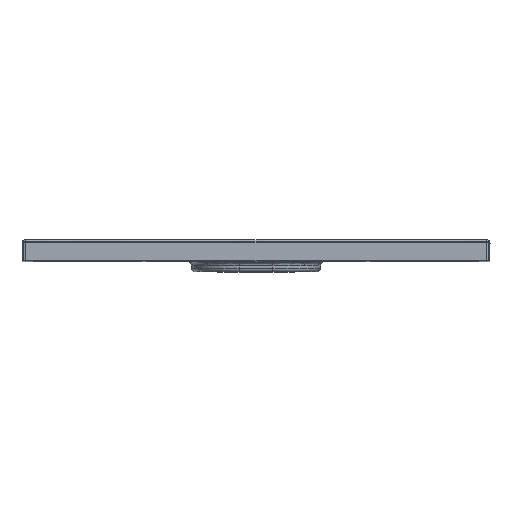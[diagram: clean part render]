
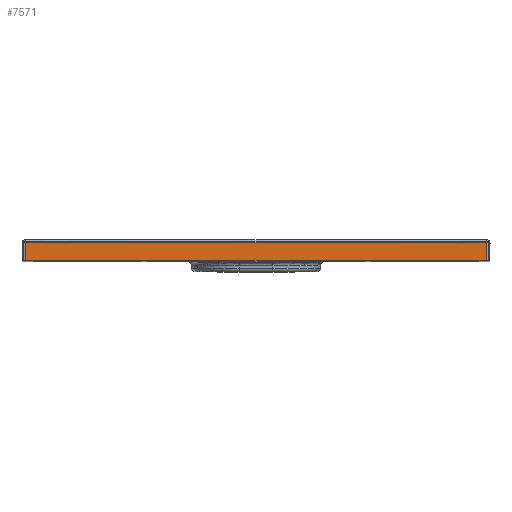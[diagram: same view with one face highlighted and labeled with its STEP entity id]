
A CAD part, top view. The second image highlights one B-rep face of the part: STEP entity #7571.
In plain terms, the highlighted free-form (B-spline) face has degree [5, 5] with [6, 6] control points.
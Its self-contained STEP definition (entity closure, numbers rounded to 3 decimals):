
#1836=DIRECTION('',(1.,0.,0.));
#1837=VECTOR('',#1836,788.);
#1838=CARTESIAN_POINT('',(-394.,-35.,1200.));
#1839=LINE('',#1838,#1837);
#1992=DIRECTION('',(0.,1.,0.));
#1993=VECTOR('',#1992,30.991);
#1994=CARTESIAN_POINT('',(394.,-35.,1200.));
#1995=LINE('',#1994,#1993);
#1996=DIRECTION('',(0.,1.,0.));
#1997=VECTOR('',#1996,30.991);
#1998=CARTESIAN_POINT('',(-394.,-35.,1200.));
#1999=LINE('',#1998,#1997);
#2000=CARTESIAN_POINT('',(-394.,-4.009,1200.));
#2001=CARTESIAN_POINT('',(-360.63,-4.057,
1200.));
#2002=CARTESIAN_POINT('',(-294.868,-4.145,
1200.));
#2003=CARTESIAN_POINT('',(-201.084,-4.245,
1200.));
#2004=CARTESIAN_POINT('',(-106.376,-4.313,1200.));
#2005=CARTESIAN_POINT('',(-11.671,-4.34,1200.));
#2006=CARTESIAN_POINT('',(81.695,-4.324,1200.));
#2007=CARTESIAN_POINT('',(177.899,-4.265,1200.));
#2008=CARTESIAN_POINT('',(280.126,-4.164,1200.));
#2009=CARTESIAN_POINT('',(355.065,-4.065,1200.));
#2010=CARTESIAN_POINT('',(394.,-4.009,1200.));
#2084=CARTESIAN_POINT('',(394.,-35.,1200.));
#2086=VERTEX_POINT('',#2084);
#2100=CARTESIAN_POINT('',(394.,-4.009,1200.));
#2101=VERTEX_POINT('',#2100);
#2164=CARTESIAN_POINT('',(-394.,-35.,1200.));
#2165=VERTEX_POINT('',#2164);
#2183=CARTESIAN_POINT('',(-394.,-4.008,1200.));
#2184=VERTEX_POINT('',#2183);
#7527=CARTESIAN_POINT('',(-409.76,-36.942,1200.));
#7528=CARTESIAN_POINT('',(-245.856,-36.942,1200.));
#7529=CARTESIAN_POINT('',(-81.952,-36.942,1200.));
#7530=CARTESIAN_POINT('',(81.952,-36.942,1200.));
#7531=CARTESIAN_POINT('',(245.856,-36.942,1200.));
#7532=CARTESIAN_POINT('',(409.76,-36.942,1200.));
#7533=CARTESIAN_POINT('',(-409.76,-29.554,1200.));
#7534=CARTESIAN_POINT('',(-245.856,-29.554,1200.));
#7535=CARTESIAN_POINT('',(-81.952,-29.554,1200.));
#7536=CARTESIAN_POINT('',(81.952,-29.554,1200.));
#7537=CARTESIAN_POINT('',(245.856,-29.554,1200.));
#7538=CARTESIAN_POINT('',(409.76,-29.554,1200.));
#7539=CARTESIAN_POINT('',(-409.76,-22.165,1200.));
#7540=CARTESIAN_POINT('',(-245.856,-22.165,1200.));
#7541=CARTESIAN_POINT('',(-81.952,-22.165,1200.));
#7542=CARTESIAN_POINT('',(81.952,-22.165,1200.));
#7543=CARTESIAN_POINT('',(245.856,-22.165,1200.));
#7544=CARTESIAN_POINT('',(409.76,-22.165,1200.));
#7545=CARTESIAN_POINT('',(-409.76,-14.777,1200.));
#7546=CARTESIAN_POINT('',(-245.856,-14.777,1200.));
#7547=CARTESIAN_POINT('',(-81.952,-14.777,1200.));
#7548=CARTESIAN_POINT('',(81.952,-14.777,1200.));
#7549=CARTESIAN_POINT('',(245.856,-14.777,1200.));
#7550=CARTESIAN_POINT('',(409.76,-14.777,1200.));
#7551=CARTESIAN_POINT('',(-409.76,-7.388,1200.));
#7552=CARTESIAN_POINT('',(-245.856,-7.388,1200.));
#7553=CARTESIAN_POINT('',(-81.952,-7.388,1200.));
#7554=CARTESIAN_POINT('',(81.952,-7.388,1200.));
#7555=CARTESIAN_POINT('',(245.856,-7.388,1200.));
#7556=CARTESIAN_POINT('',(409.76,-7.388,1200.));
#7557=CARTESIAN_POINT('',(-409.76,0.,1200.));
#7558=CARTESIAN_POINT('',(-245.856,0.,1200.));
#7559=CARTESIAN_POINT('',(-81.952,0.,1200.));
#7560=CARTESIAN_POINT('',(81.952,0.,1200.));
#7561=CARTESIAN_POINT('',(245.856,0.,1200.));
#7562=CARTESIAN_POINT('',(409.76,0.,1200.));
#7563=B_SPLINE_SURFACE_WITH_KNOTS('',5,5,((#7527,#7528,#7529,#7530,#7531,#7532),
(#7533,#7534,#7535,#7536,#7537,#7538),(#7539,#7540,#7541,#7542,#7543,#7544),(
#7545,#7546,#7547,#7548,#7549,#7550),(#7551,#7552,#7553,#7554,#7555,#7556),(
#7557,#7558,#7559,#7560,#7561,#7562)),.UNSPECIFIED.,.F.,.F.,.F.,(6,6),(6,6),(
-0.055,1.),(-0.012,1.012),.UNSPECIFIED.);
#7564=ORIENTED_EDGE('',*,*,#7511,.F.);
#7565=ORIENTED_EDGE('',*,*,#7064,.F.);
#7566=ORIENTED_EDGE('',*,*,#7108,.T.);
#7568=ORIENTED_EDGE('',*,*,#7567,.T.);
#7569=EDGE_LOOP('',(#7564,#7565,#7566,#7568));
#7570=FACE_OUTER_BOUND('',#7569,.F.);
#2011=B_SPLINE_CURVE_WITH_KNOTS('',3,(#2000,#2001,#2002,#2003,#2004,#2005,#2006,
#2007,#2008,#2009,#2010),.UNSPECIFIED.,.F.,.F.,(4,1,1,1,1,1,1,1,4),(0.,
0.125,0.25,0.375,0.5,0.625,0.75,0.875,1.),.UNSPECIFIED.);
#7064=EDGE_CURVE('',#2165,#2086,#1839,.T.);
#7108=EDGE_CURVE('',#2165,#2184,#1999,.T.);
#7511=EDGE_CURVE('',#2086,#2101,#1995,.T.);
#7567=EDGE_CURVE('',#2184,#2101,#2011,.T.);
#7571=ADVANCED_FACE('',(#7570),#7563,.F.);
